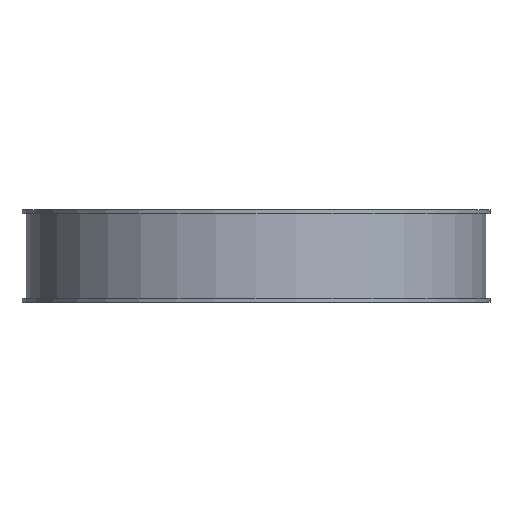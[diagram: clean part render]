
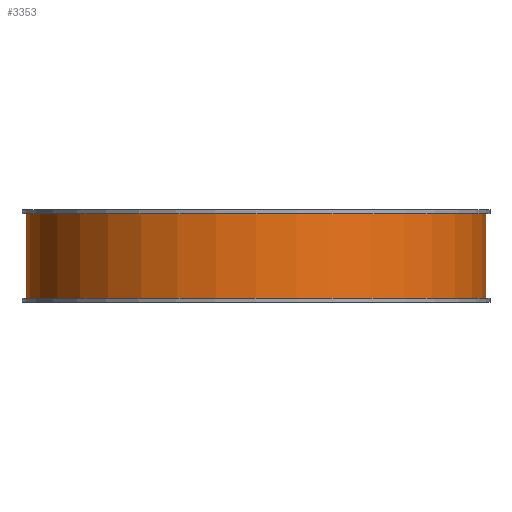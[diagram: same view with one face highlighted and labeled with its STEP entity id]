
A CAD part, front view. The second image highlights one B-rep face of the part: STEP entity #3353.
In plain terms, the highlighted cylindrical face has radius 71.12 mm (diameter 142.24 mm), a partial arc.
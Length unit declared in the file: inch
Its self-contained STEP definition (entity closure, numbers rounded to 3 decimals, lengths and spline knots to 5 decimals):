
#133 = DIRECTION ( 'NONE',  ( 0., 0., 1. ) ) ;
#200 = CIRCLE ( 'NONE', #1696, 2.8 ) ;
#290 = AXIS2_PLACEMENT_3D ( 'NONE', #1258, #2554, #3158 ) ;
#395 = VERTEX_POINT ( 'NONE', #3840 ) ;
#508 = DIRECTION ( 'NONE',  ( 0., 0., 1. ) ) ;
#853 = EDGE_CURVE ( 'NONE', #395, #2752, #200, .T. ) ;
#887 = CARTESIAN_POINT ( 'NONE',  ( 0., 0., 0. ) ) ;
#1258 = CARTESIAN_POINT ( 'NONE',  ( 0., 0., 0.05 ) ) ;
#1516 = VERTEX_POINT ( 'NONE', #2802 ) ;
#1585 = EDGE_CURVE ( 'NONE', #1933, #2752, #2143, .T. ) ;
#1696 = AXIS2_PLACEMENT_3D ( 'NONE', #4016, #133, #2429 ) ;
#1712 = ORIENTED_EDGE ( 'NONE', *, *, #2947, .T. ) ;
#1933 = VERTEX_POINT ( 'NONE', #3292 ) ;
#2126 = FACE_OUTER_BOUND ( 'NONE', #3792, .T. ) ;
#2143 = LINE ( 'NONE', #3453, #2209 ) ;
#2176 = ORIENTED_EDGE ( 'NONE', *, *, #853, .F. ) ;
#2187 = DIRECTION ( 'NONE',  ( 0., 0., 1. ) ) ;
#2199 = ORIENTED_EDGE ( 'NONE', *, *, #2206, .F. ) ;
#2206 = EDGE_CURVE ( 'NONE', #1516, #395, #3038, .T. ) ;
#2209 = VECTOR ( 'NONE', #508, 39.37008 ) ;
#2286 = CIRCLE ( 'NONE', #290, 2.8 ) ;
#2335 = VECTOR ( 'NONE', #4081, 39.37008 ) ;
#2429 = DIRECTION ( 'NONE',  ( 1., 0., 0. ) ) ;
#2554 = DIRECTION ( 'NONE',  ( 0., 0., 1. ) ) ;
#2752 = VERTEX_POINT ( 'NONE', #3426 ) ;
#2802 = CARTESIAN_POINT ( 'NONE',  ( -2.8, 0., 0.05 ) ) ;
#2947 = EDGE_CURVE ( 'NONE', #1516, #1933, #2286, .T. ) ;
#3038 = LINE ( 'NONE', #4054, #2335 ) ;
#3158 = DIRECTION ( 'NONE',  ( 1., 0., 0. ) ) ;
#3292 = CARTESIAN_POINT ( 'NONE',  ( 2.8, 0., 0.05 ) ) ;
#3353 = ADVANCED_FACE ( 'NONE', ( #2126 ), #3828, .T. ) ;
#3426 = CARTESIAN_POINT ( 'NONE',  ( 2.8, 0., 1.075 ) ) ;
#3453 = CARTESIAN_POINT ( 'NONE',  ( 2.8, 0., 0. ) ) ;
#3504 = DIRECTION ( 'NONE',  ( 1., 0., 0. ) ) ;
#3535 = ORIENTED_EDGE ( 'NONE', *, *, #1585, .T. ) ;
#3792 = EDGE_LOOP ( 'NONE', ( #2199, #1712, #3535, #2176 ) ) ;
#3828 = CYLINDRICAL_SURFACE ( 'NONE', #3938, 2.8 ) ;
#3840 = CARTESIAN_POINT ( 'NONE',  ( -2.8, 0., 1.075 ) ) ;
#3938 = AXIS2_PLACEMENT_3D ( 'NONE', #887, #2187, #3504 ) ;
#4016 = CARTESIAN_POINT ( 'NONE',  ( 0., 0., 1.075 ) ) ;
#4054 = CARTESIAN_POINT ( 'NONE',  ( -2.8, 0., 0. ) ) ;
#4081 = DIRECTION ( 'NONE',  ( 0., 0., 1. ) ) ;
